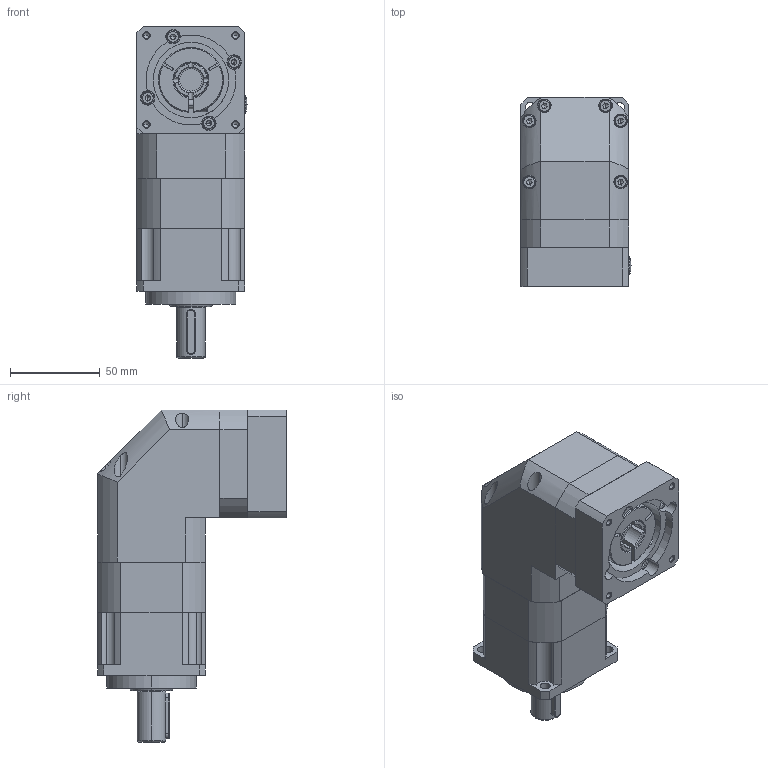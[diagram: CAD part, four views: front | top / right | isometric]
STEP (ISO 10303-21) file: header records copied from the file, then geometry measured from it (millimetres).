
FILE_DESCRIPTION (( 'STEP AP203' ), '1' );
FILE_NAME ('PHFZ060双段外观(入力14-50-70-M4).STEP', '2018-06-30T01:41:20', ( 'Sky123.Org' ), ( 'Sky123.Org' ), 'SwSTEP 2.0', 'SolidWorks 2012', '' );
FILE_SCHEMA (( 'CONFIG_CONTROL_DESIGN' ));
Length unit declared in the file: millimetre
Products named in the file (1): PHFZ060双段外观(入力14-50-70-M4)
Bounding box: 61.16 x 105 x 184.5 mm (x, y, z)
Volume: 583069.3 mm3; surface area: 108343.7 mm2
Topology: 23 solids, 24 shells, 700 faces, 1694 edges, 1043 vertices
Faces by surface type: plane 294, cylinder 228, cone 118, torus 50, bspline 8, sphere 2
Entity records: 21237 total; most frequent: CARTESIAN_POINT 4600, DIRECTION 3665, ORIENTED_EDGE 3304, EDGE_CURVE 1652, AXIS2_PLACEMENT_3D 1429, VERTEX_POINT 1043, LINE 807, VECTOR 807
